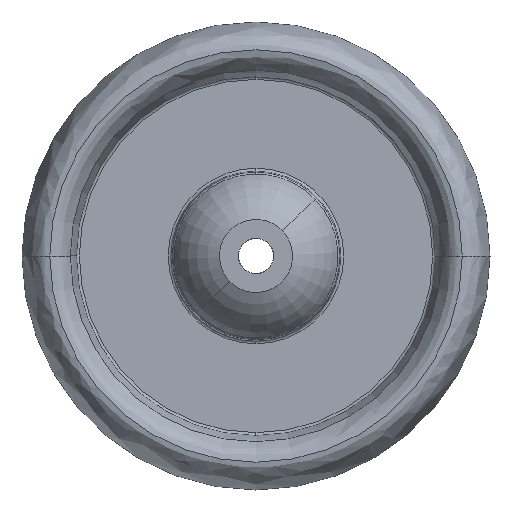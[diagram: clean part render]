
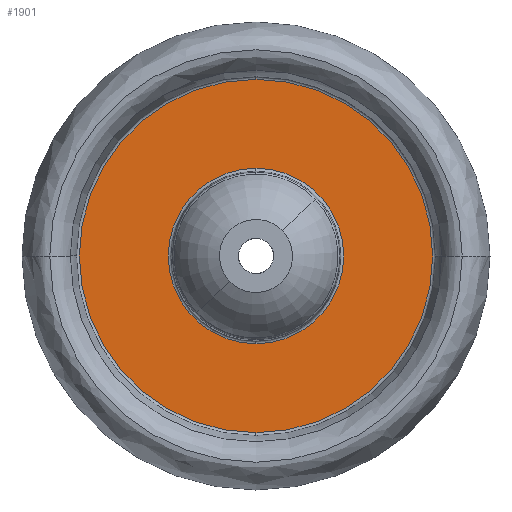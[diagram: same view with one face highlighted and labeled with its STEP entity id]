
A CAD part, left-side view. The second image highlights one B-rep face of the part: STEP entity #1901.
In plain terms, the highlighted planar face has unit normal (-1, 0, 0).
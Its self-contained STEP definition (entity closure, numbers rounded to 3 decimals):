
#18 = DIRECTION ( 'NONE',  ( 0., 0., -1. ) ) ;
#84 = DIRECTION ( 'NONE',  ( 0., 0., -1. ) ) ;
#158 = DIRECTION ( 'NONE',  ( 1., 0., 0. ) ) ;
#222 = ORIENTED_EDGE ( 'NONE', *, *, #2112, .F. ) ;
#428 = EDGE_CURVE ( 'NONE', #807, #1952, #2210, .T. ) ;
#432 = CARTESIAN_POINT ( 'NONE',  ( -15.452, 0.498, 0. ) ) ;
#440 = PLANE ( 'NONE',  #1267 ) ;
#503 = CARTESIAN_POINT ( 'NONE',  ( -15.452, 0.498, 0. ) ) ;
#513 = AXIS2_PLACEMENT_3D ( 'NONE', #669, #1357, #18 ) ;
#515 = CARTESIAN_POINT ( 'NONE',  ( -15.452, 0.498, 0. ) ) ;
#630 = DIRECTION ( 'NONE',  ( 0., 0., -1. ) ) ;
#652 = DIRECTION ( 'NONE',  ( 0., 0., -1. ) ) ;
#669 = CARTESIAN_POINT ( 'NONE',  ( -15.452, 0.498, 0. ) ) ;
#683 = EDGE_CURVE ( 'NONE', #1029, #2110, #1985, .T. ) ;
#729 = ORIENTED_EDGE ( 'NONE', *, *, #683, .F. ) ;
#783 = CARTESIAN_POINT ( 'NONE',  ( -15.452, 0.498, -29.997 ) ) ;
#807 = VERTEX_POINT ( 'NONE', #951 ) ;
#901 = AXIS2_PLACEMENT_3D ( 'NONE', #432, #962, #84 ) ;
#951 = CARTESIAN_POINT ( 'NONE',  ( -15.452, 0.498, 29.997 ) ) ;
#962 = DIRECTION ( 'NONE',  ( 1., 0., 0. ) ) ;
#1004 = AXIS2_PLACEMENT_3D ( 'NONE', #515, #1200, #1577 ) ;
#1029 = VERTEX_POINT ( 'NONE', #1377 ) ;
#1096 = ORIENTED_EDGE ( 'NONE', *, *, #428, .T. ) ;
#1123 = DIRECTION ( 'NONE',  ( 1., 0., 0. ) ) ;
#1166 = AXIS2_PLACEMENT_3D ( 'NONE', #503, #158, #652 ) ;
#1200 = DIRECTION ( 'NONE',  ( 1., 0., 0. ) ) ;
#1267 = AXIS2_PLACEMENT_3D ( 'NONE', #1494, #1123, #630 ) ;
#1332 = EDGE_CURVE ( 'NONE', #1952, #807, #1841, .T. ) ;
#1357 = DIRECTION ( 'NONE',  ( 1., 0., 0. ) ) ;
#1377 = CARTESIAN_POINT ( 'NONE',  ( -15.452, 0.498, 60.391 ) ) ;
#1438 = ORIENTED_EDGE ( 'NONE', *, *, #1332, .T. ) ;
#1494 = CARTESIAN_POINT ( 'NONE',  ( -15.452, 30.495, 0. ) ) ;
#1577 = DIRECTION ( 'NONE',  ( 0., 0., -1. ) ) ;
#1644 = EDGE_LOOP ( 'NONE', ( #222, #729 ) ) ;
#1808 = CIRCLE ( 'NONE', #901, 60.391 ) ;
#1841 = CIRCLE ( 'NONE', #513, 29.997 ) ;
#1901 = ADVANCED_FACE ( 'NONE', ( #1995, #2147 ), #440, .F. ) ;
#1952 = VERTEX_POINT ( 'NONE', #783 ) ;
#1967 = EDGE_LOOP ( 'NONE', ( #1438, #1096 ) ) ;
#1974 = CARTESIAN_POINT ( 'NONE',  ( -15.452, 0.498, -60.391 ) ) ;
#1985 = CIRCLE ( 'NONE', #1004, 60.391 ) ;
#1995 = FACE_OUTER_BOUND ( 'NONE', #1644, .T. ) ;
#2110 = VERTEX_POINT ( 'NONE', #1974 ) ;
#2112 = EDGE_CURVE ( 'NONE', #2110, #1029, #1808, .T. ) ;
#2147 = FACE_BOUND ( 'NONE', #1967, .T. ) ;
#2210 = CIRCLE ( 'NONE', #1166, 29.997 ) ;
